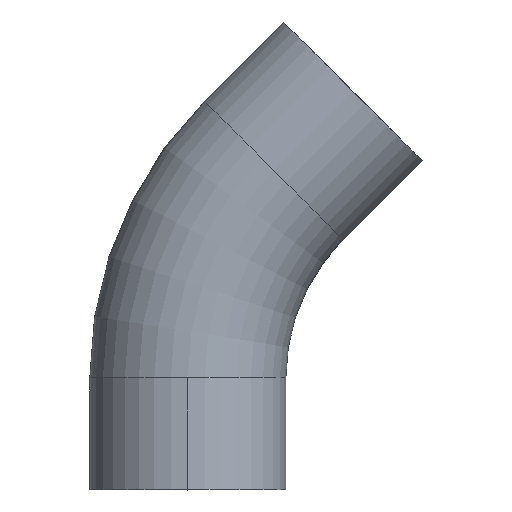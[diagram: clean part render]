
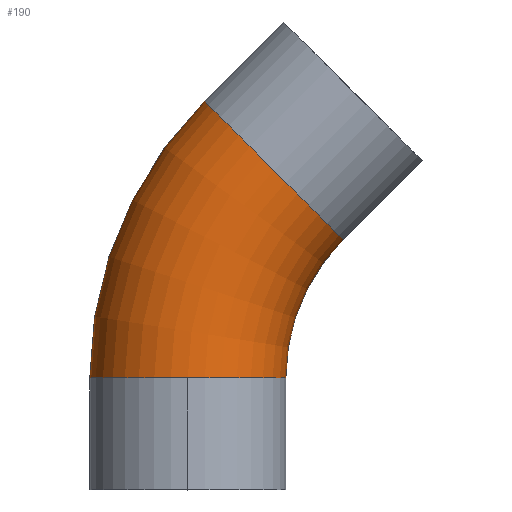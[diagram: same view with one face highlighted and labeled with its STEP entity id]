
A CAD part, top view. The second image highlights one B-rep face of the part: STEP entity #190.
In plain terms, the highlighted toroidal (fillet/blend) face has major radius 38 mm and minor radius 12.7 mm.
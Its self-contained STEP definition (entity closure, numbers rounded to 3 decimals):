
#1 = EDGE_CURVE ( 'NONE', #394, #71, #354, .T. ) ;
#6 = CARTESIAN_POINT ( 'NONE',  ( 11.13, 41.37, 0. ) ) ;
#12 = TOROIDAL_SURFACE ( 'NONE', #100, 38., 12.7 ) ;
#25 = DIRECTION ( 'NONE',  ( -1., 0., 0. ) ) ;
#36 = CARTESIAN_POINT ( 'NONE',  ( 0., 14.5, 0. ) ) ;
#42 = EDGE_CURVE ( 'NONE', #274, #252, #400, .T. ) ;
#60 = AXIS2_PLACEMENT_3D ( 'NONE', #87, #352, #324 ) ;
#68 = CARTESIAN_POINT ( 'NONE',  ( 12.7, 14.5, 0. ) ) ;
#71 = VERTEX_POINT ( 'NONE', #127 ) ;
#87 = CARTESIAN_POINT ( 'NONE',  ( 38., 14.5, 0. ) ) ;
#90 = CARTESIAN_POINT ( 'NONE',  ( -12.7, 14.5, 0. ) ) ;
#100 = AXIS2_PLACEMENT_3D ( 'NONE', #176, #372, #255 ) ;
#127 = CARTESIAN_POINT ( 'NONE',  ( 0., 14.5, 12.7 ) ) ;
#134 = CIRCLE ( 'NONE', #309, 12.7 ) ;
#149 = AXIS2_PLACEMENT_3D ( 'NONE', #334, #483, #25 ) ;
#156 = DIRECTION ( 'NONE',  ( 0.707, 0.707, 0. ) ) ;
#160 = CIRCLE ( 'NONE', #493, 12.7 ) ;
#176 = CARTESIAN_POINT ( 'NONE',  ( 38., 14.5, 0. ) ) ;
#187 = DIRECTION ( 'NONE',  ( 0., 1., 0. ) ) ;
#190 = ADVANCED_FACE ( 'NONE', ( #451 ), #12, .T. ) ;
#196 = DIRECTION ( 'NONE',  ( 0., 0., 1. ) ) ;
#208 = DIRECTION ( 'NONE',  ( 0., 1., 0. ) ) ;
#214 = CARTESIAN_POINT ( 'NONE',  ( 2.15, 50.35, 0. ) ) ;
#225 = ORIENTED_EDGE ( 'NONE', *, *, #340, .F. ) ;
#235 = ORIENTED_EDGE ( 'NONE', *, *, #418, .F. ) ;
#238 = EDGE_CURVE ( 'NONE', #71, #274, #134, .T. ) ;
#252 = VERTEX_POINT ( 'NONE', #373 ) ;
#255 = DIRECTION ( 'NONE',  ( -1., 0., 0. ) ) ;
#268 = AXIS2_PLACEMENT_3D ( 'NONE', #479, #208, #360 ) ;
#270 = ORIENTED_EDGE ( 'NONE', *, *, #1, .T. ) ;
#274 = VERTEX_POINT ( 'NONE', #68 ) ;
#302 = DIRECTION ( 'NONE',  ( 0., 0., 1. ) ) ;
#307 = ORIENTED_EDGE ( 'NONE', *, *, #238, .T. ) ;
#309 = AXIS2_PLACEMENT_3D ( 'NONE', #36, #187, #302 ) ;
#312 = EDGE_LOOP ( 'NONE', ( #225, #270, #307, #357, #235 ) ) ;
#324 = DIRECTION ( 'NONE',  ( -1., 0., 0. ) ) ;
#334 = CARTESIAN_POINT ( 'NONE',  ( 38., 14.5, 0. ) ) ;
#340 = EDGE_CURVE ( 'NONE', #394, #365, #362, .T. ) ;
#352 = DIRECTION ( 'NONE',  ( 0., 0., -1. ) ) ;
#354 = CIRCLE ( 'NONE', #268, 12.7 ) ;
#357 = ORIENTED_EDGE ( 'NONE', *, *, #42, .T. ) ;
#360 = DIRECTION ( 'NONE',  ( 0., 0., 1. ) ) ;
#362 = CIRCLE ( 'NONE', #149, 50.7 ) ;
#365 = VERTEX_POINT ( 'NONE', #214 ) ;
#372 = DIRECTION ( 'NONE',  ( 0., 0., -1. ) ) ;
#373 = CARTESIAN_POINT ( 'NONE',  ( 20.11, 32.39, 0. ) ) ;
#394 = VERTEX_POINT ( 'NONE', #90 ) ;
#400 = CIRCLE ( 'NONE', #60, 25.3 ) ;
#418 = EDGE_CURVE ( 'NONE', #365, #252, #160, .T. ) ;
#451 = FACE_OUTER_BOUND ( 'NONE', #312, .T. ) ;
#479 = CARTESIAN_POINT ( 'NONE',  ( 0., 14.5, 0. ) ) ;
#483 = DIRECTION ( 'NONE',  ( 0., 0., -1. ) ) ;
#493 = AXIS2_PLACEMENT_3D ( 'NONE', #6, #156, #196 ) ;
